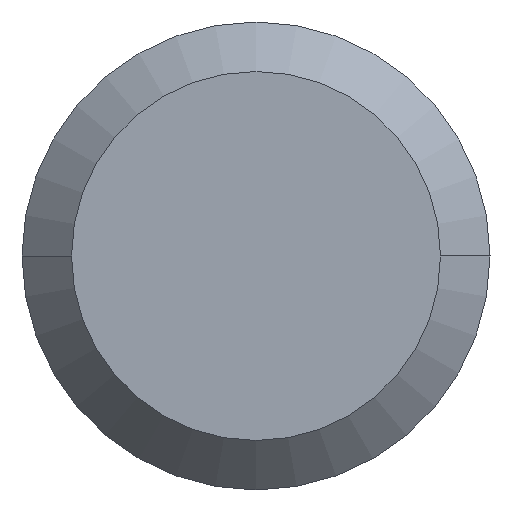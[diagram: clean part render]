
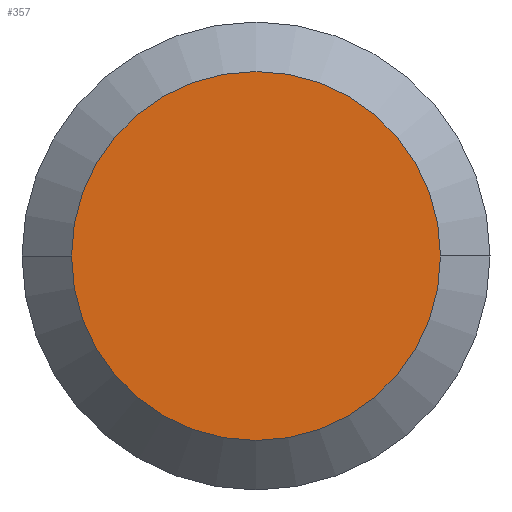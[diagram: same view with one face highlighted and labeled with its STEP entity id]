
A CAD part, left-side view. The second image highlights one B-rep face of the part: STEP entity #357.
In plain terms, the highlighted planar face has unit normal (-1, 0, 0).
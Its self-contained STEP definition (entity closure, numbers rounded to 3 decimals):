
#12 = AXIS2_PLACEMENT_3D ( 'NONE', #332, #27, #302 ) ;
#14 = DIRECTION ( 'NONE',  ( 1., 0., 0. ) ) ;
#21 = CARTESIAN_POINT ( 'NONE',  ( 0., 0., 0. ) ) ;
#27 = DIRECTION ( 'NONE',  ( 1., 0., 0. ) ) ;
#50 = CIRCLE ( 'NONE', #12, 2.365 ) ;
#54 = DIRECTION ( 'NONE',  ( -1., 0., 0. ) ) ;
#68 = FACE_OUTER_BOUND ( 'NONE', #239, .T. ) ;
#108 = CIRCLE ( 'NONE', #116, 2.365 ) ;
#116 = AXIS2_PLACEMENT_3D ( 'NONE', #298, #14, #248 ) ;
#117 = DIRECTION ( 'NONE',  ( 0., -1., 0. ) ) ;
#122 = PLANE ( 'NONE',  #367 ) ;
#128 = VERTEX_POINT ( 'NONE', #244 ) ;
#157 = VERTEX_POINT ( 'NONE', #351 ) ;
#177 = EDGE_CURVE ( 'NONE', #128, #157, #108, .T. ) ;
#239 = EDGE_LOOP ( 'NONE', ( #364, #377 ) ) ;
#244 = CARTESIAN_POINT ( 'NONE',  ( 0., 2.365, 0. ) ) ;
#248 = DIRECTION ( 'NONE',  ( 0., 1., 0. ) ) ;
#298 = CARTESIAN_POINT ( 'NONE',  ( 0., 0., 0. ) ) ;
#302 = DIRECTION ( 'NONE',  ( 0., 1., 0. ) ) ;
#332 = CARTESIAN_POINT ( 'NONE',  ( 0., 0., 0. ) ) ;
#351 = CARTESIAN_POINT ( 'NONE',  ( 0., -2.365, 0. ) ) ;
#357 = ADVANCED_FACE ( 'NONE', ( #68 ), #122, .T. ) ;
#364 = ORIENTED_EDGE ( 'NONE', *, *, #177, .F. ) ;
#367 = AXIS2_PLACEMENT_3D ( 'NONE', #21, #54, #117 ) ;
#377 = ORIENTED_EDGE ( 'NONE', *, *, #394, .F. ) ;
#394 = EDGE_CURVE ( 'NONE', #157, #128, #50, .T. ) ;
